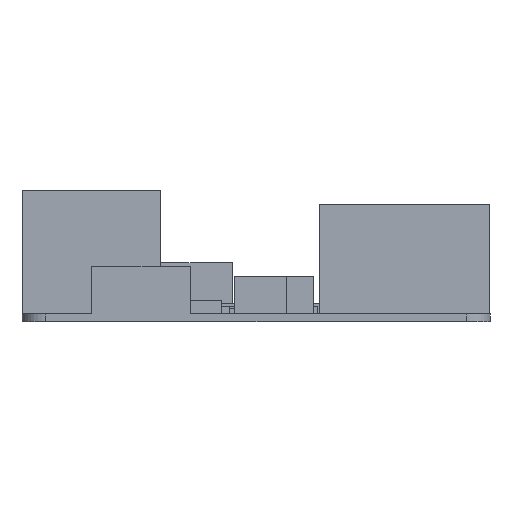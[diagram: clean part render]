
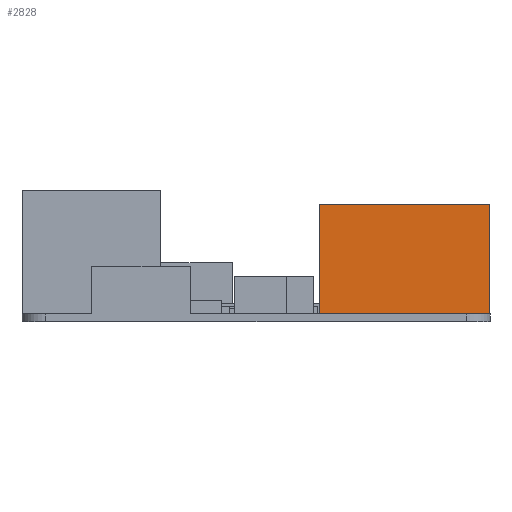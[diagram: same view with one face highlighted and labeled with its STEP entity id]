
A CAD part, left-side view. The second image highlights one B-rep face of the part: STEP entity #2828.
In plain terms, the highlighted planar face has unit normal (-1, 0, 0).
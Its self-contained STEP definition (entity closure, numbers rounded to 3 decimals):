
#93=FACE_OUTER_BOUND('',#251,.T.);
#251=EDGE_LOOP('',(#1894,#1895,#1896,#1897));
#455=LINE('',#3933,#834);
#456=LINE('',#3935,#835);
#457=LINE('',#3937,#836);
#458=LINE('',#3938,#837);
#834=VECTOR('',#3189,21.55);
#835=VECTOR('',#3190,13.77);
#836=VECTOR('',#3191,21.55);
#837=VECTOR('',#3192,13.77);
#1209=VERTEX_POINT('',#3931);
#1210=VERTEX_POINT('',#3932);
#1211=VERTEX_POINT('',#3934);
#1212=VERTEX_POINT('',#3936);
#1485=EDGE_CURVE('',#1209,#1210,#455,.T.);
#1486=EDGE_CURVE('',#1209,#1211,#456,.T.);
#1487=EDGE_CURVE('',#1212,#1211,#457,.T.);
#1488=EDGE_CURVE('',#1210,#1212,#458,.T.);
#1894=ORIENTED_EDGE('',*,*,#1485,.F.);
#1895=ORIENTED_EDGE('',*,*,#1486,.T.);
#1896=ORIENTED_EDGE('',*,*,#1487,.F.);
#1897=ORIENTED_EDGE('',*,*,#1488,.F.);
#2681=PLANE('',#2988);
#2828=ADVANCED_FACE('',(#93),#2681,.T.);
#2988=AXIS2_PLACEMENT_3D('',#3930,#3187,#3188);
#3187=DIRECTION('center_axis',(-1.,0.,0.));
#3188=DIRECTION('ref_axis',(0.,-1.,0.));
#3189=DIRECTION('',(0.,1.,0.));
#3190=DIRECTION('',(0.,0.,1.));
#3191=DIRECTION('',(0.,-1.,0.));
#3192=DIRECTION('',(0.,0.,1.));
#3930=CARTESIAN_POINT('Origin',(-34.08,-7.95,0.));
#3931=CARTESIAN_POINT('',(-34.08,-29.5,0.));
#3932=CARTESIAN_POINT('',(-34.08,-7.95,0.));
#3933=CARTESIAN_POINT('',(-34.08,-3.975,0.));
#3934=CARTESIAN_POINT('',(-34.08,-29.5,13.77));
#3935=CARTESIAN_POINT('',(-34.08,-29.5,0.));
#3936=CARTESIAN_POINT('',(-34.08,-7.95,13.77));
#3937=CARTESIAN_POINT('',(-34.08,-7.95,13.77));
#3938=CARTESIAN_POINT('',(-34.08,-7.95,0.));
